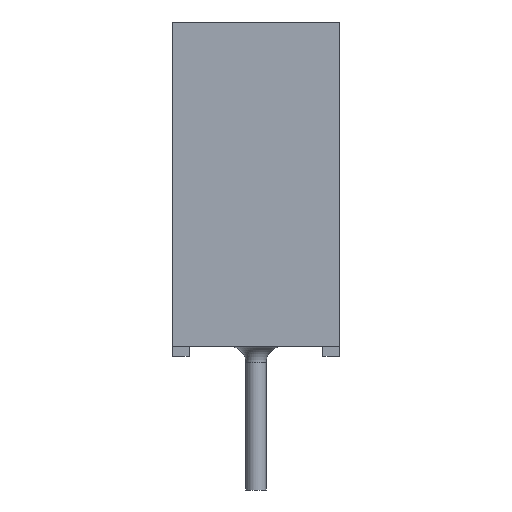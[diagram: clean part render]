
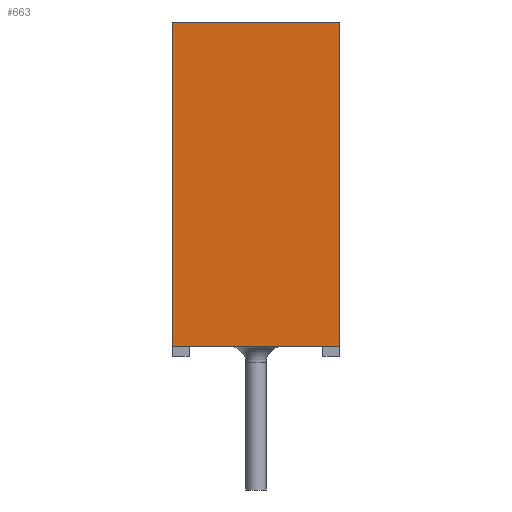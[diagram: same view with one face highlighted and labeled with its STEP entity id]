
A CAD part, left-side view. The second image highlights one B-rep face of the part: STEP entity #663.
In plain terms, the highlighted planar face has unit normal (-1, 0, 0).
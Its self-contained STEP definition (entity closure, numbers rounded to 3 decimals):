
#663 = ADVANCED_FACE( '', ( #1381 ), #1382, .F. );
#1381 = FACE_OUTER_BOUND( '', #2155, .T. );
#1382 = PLANE( '', #2156 );
#2155 = EDGE_LOOP( '', ( #4703, #4704, #4705, #4706 ) );
#2156 = AXIS2_PLACEMENT_3D( '', #4707, #4708, #4709 );
#4703 = ORIENTED_EDGE( '', *, *, #5484, .T. );
#4704 = ORIENTED_EDGE( '', *, *, #5653, .F. );
#4705 = ORIENTED_EDGE( '', *, *, #5624, .F. );
#4706 = ORIENTED_EDGE( '', *, *, #5685, .T. );
#4707 = CARTESIAN_POINT( '', ( -6.5, -2.5, 4.85 ) );
#4708 = DIRECTION( '', ( 1., 0., 0. ) );
#4709 = DIRECTION( '', ( 0., 0., -1. ) );
#5484 = EDGE_CURVE( '', #6604, #6605, #6606, .T. );
#5624 = EDGE_CURVE( '', #6779, #6780, #6781, .T. );
#5653 = EDGE_CURVE( '', #6780, #6605, #6815, .T. );
#5685 = EDGE_CURVE( '', #6779, #6604, #6850, .T. );
#6604 = VERTEX_POINT( '', #9145 );
#6605 = VERTEX_POINT( '', #9146 );
#6606 = LINE( '', #9147, #9148 );
#6779 = VERTEX_POINT( '', #9849 );
#6780 = VERTEX_POINT( '', #9850 );
#6781 = LINE( '', #9851, #9852 );
#6815 = LINE( '', #9942, #9943 );
#6850 = LINE( '', #10027, #10028 );
#9145 = CARTESIAN_POINT( '', ( -6.5, 2.5, 4.85 ) );
#9146 = CARTESIAN_POINT( '', ( -6.5, 2.5, -4.85 ) );
#9147 = CARTESIAN_POINT( '', ( -6.5, 2.5, 4.85 ) );
#9148 = VECTOR( '', #10391, 1000. );
#9849 = CARTESIAN_POINT( '', ( -6.5, -2.5, 4.85 ) );
#9850 = CARTESIAN_POINT( '', ( -6.5, -2.5, -4.85 ) );
#9851 = CARTESIAN_POINT( '', ( -6.5, -2.5, 4.85 ) );
#9852 = VECTOR( '', #10449, 1000. );
#9942 = CARTESIAN_POINT( '', ( -6.5, -2.5, -4.85 ) );
#9943 = VECTOR( '', #10465, 1000. );
#10027 = CARTESIAN_POINT( '', ( -6.5, -2.5, 4.85 ) );
#10028 = VECTOR( '', #10479, 1000. );
#10391 = DIRECTION( '', ( 0., 0., -1. ) );
#10449 = DIRECTION( '', ( 0., 0., -1. ) );
#10465 = DIRECTION( '', ( 0., 1., 0. ) );
#10479 = DIRECTION( '', ( 0., 1., 0. ) );
